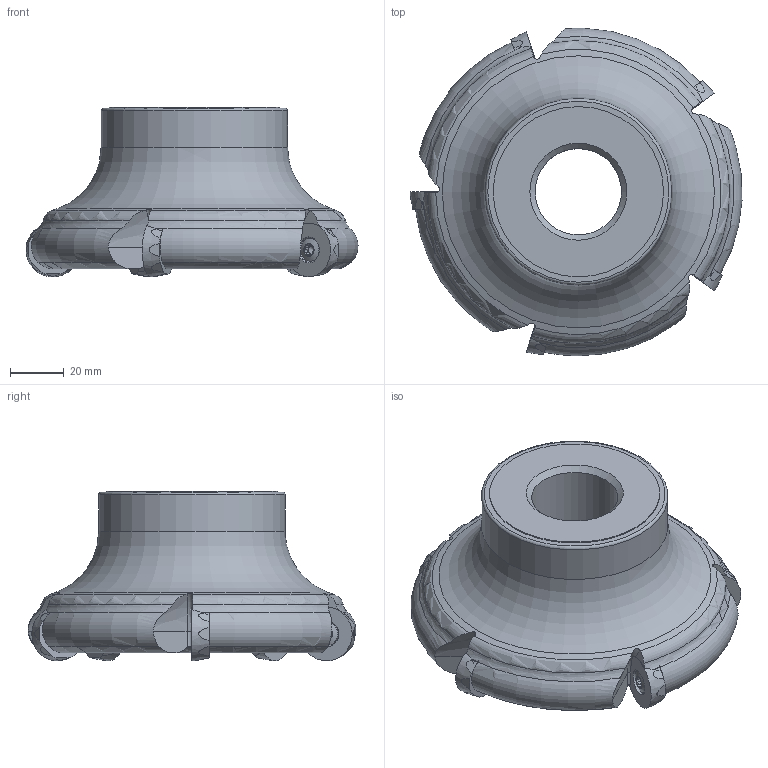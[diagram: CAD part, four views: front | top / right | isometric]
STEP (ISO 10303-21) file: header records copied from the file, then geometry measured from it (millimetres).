
FILE_DESCRIPTION(/* description */ (''),/* implementation_level */ '2;1');
FILE_NAME(/* name */ '1543376927969.stp',/* time_stamp */ '2018-11-28T09:19:09+06:00',/* author */ (''),/* organization */ ('SMS'),/* preprocessor_version */ 'ST-DEVELOPER v15',/* originating_system */ 'SIEMENS PLM Software NX 8.5',/* authorisation */ '');
FILE_SCHEMA (('AUTOMOTIVE_DESIGN { 1 0 10303 214 3 1 1 1 }'));
Length unit declared in the file: millimetre
Products named in the file (4): 201857738mod000_00; ASSEMBLY_CONSTRUCTION; 201918408mod000_00; 201918407mod000_00
Assembly tree (7 placements, depth 2):
  201918407mod000_00
    201918408mod000_00
    ASSEMBLY_CONSTRUCTION
    201857738mod000_00  x5
Bounding box: 123.21 x 121.6 x 62.99 mm (x, y, z)
Volume: 288096.3 mm3; surface area: 46831.9 mm2
Topology: 6 solids, 6 shells, 387 faces, 1007 edges, 660 vertices
Faces by surface type: plane 174, cone 69, extrusion 60, torus 50, cylinder 29, sphere 5
Full cylindrical faces by diameter (mm): 5.35 x5, 6.5 x5, 8.45 x5, 32.013 x1, 45 x1, 63.2 x1, 69.2 x1
Entity records: 13326 total; most frequent: CARTESIAN_POINT 5296, ORIENTED_EDGE 1606, DIRECTION 1595, EDGE_CURVE 803, AXIS2_PLACEMENT_3D 661, VERTEX_POINT 540, EDGE_LOOP 394, ADVANCED_FACE 331
